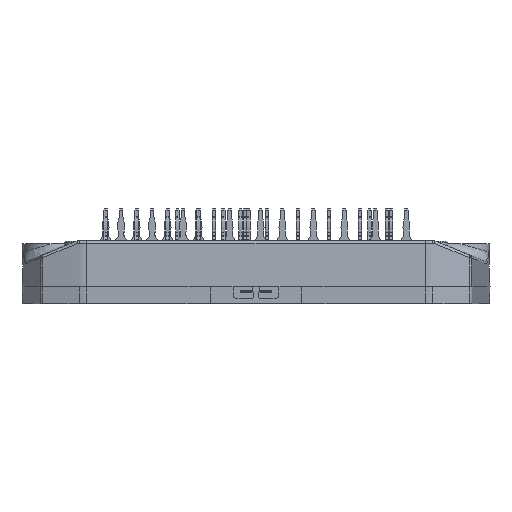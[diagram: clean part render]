
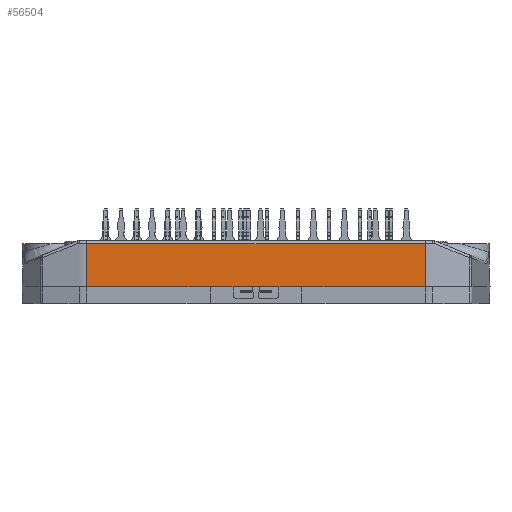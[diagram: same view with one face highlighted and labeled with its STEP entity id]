
A CAD part, front view. The second image highlights one B-rep face of the part: STEP entity #56504.
In plain terms, the highlighted planar face has unit normal (0, -1, 0.026).
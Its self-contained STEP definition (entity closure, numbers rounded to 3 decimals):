
#5171=ORIENTED_EDGE('',*,*,#16877,.F.);
#5172=ORIENTED_EDGE('',*,*,#16876,.T.);
#5173=ORIENTED_EDGE('',*,*,#16980,.F.);
#5174=ORIENTED_EDGE('',*,*,#16872,.F.);
#5175=ORIENTED_EDGE('',*,*,#16870,.T.);
#5176=ORIENTED_EDGE('',*,*,#16867,.T.);
#5177=ORIENTED_EDGE('',*,*,#16964,.T.);
#5178=ORIENTED_EDGE('',*,*,#16981,.F.);
#5179=ORIENTED_EDGE('',*,*,#16957,.T.);
#5180=ORIENTED_EDGE('',*,*,#16973,.F.);
#5181=ORIENTED_EDGE('',*,*,#16950,.F.);
#5182=ORIENTED_EDGE('',*,*,#16863,.F.);
#16863=EDGE_CURVE('',#22902,#22903,#26905,.T.);
#16867=EDGE_CURVE('',#22907,#22906,#26909,.T.);
#16870=EDGE_CURVE('',#22908,#22907,#26911,.T.);
#16872=EDGE_CURVE('',#22908,#22909,#26912,.F.);
#16876=EDGE_CURVE('',#22910,#22911,#26913,.F.);
#16877=EDGE_CURVE('',#22910,#22902,#26914,.T.);
#16950=EDGE_CURVE('',#22903,#22953,#26966,.T.);
#16957=EDGE_CURVE('',#22960,#22959,#26970,.T.);
#16964=EDGE_CURVE('',#22906,#22966,#26974,.T.);
#16973=EDGE_CURVE('',#22953,#22959,#26982,.T.);
#16980=EDGE_CURVE('',#22909,#22911,#26987,.T.);
#16981=EDGE_CURVE('',#22960,#22966,#26988,.T.);
#22902=VERTEX_POINT('',#77248);
#22903=VERTEX_POINT('',#77250);
#22906=VERTEX_POINT('',#77257);
#22907=VERTEX_POINT('',#77259);
#22908=VERTEX_POINT('',#77264);
#22909=VERTEX_POINT('',#77271);
#22910=VERTEX_POINT('',#77278);
#22911=VERTEX_POINT('',#77280);
#22953=VERTEX_POINT('',#77626);
#22959=VERTEX_POINT('',#77638);
#22960=VERTEX_POINT('',#77640);
#22966=VERTEX_POINT('',#77652);
#26905=LINE('',#77249,#30771);
#26909=LINE('',#77258,#30775);
#26911=LINE('',#77263,#30777);
#26912=LINE('',#77270,#30778);
#26913=LINE('',#77281,#30779);
#26914=LINE('',#77283,#30780);
#26966=LINE('',#77625,#30832);
#26970=LINE('',#77639,#30836);
#26974=LINE('',#77653,#30840);
#26982=LINE('',#77671,#30848);
#26987=LINE('',#77684,#30853);
#26988=LINE('',#77685,#30854);
#30771=VECTOR('',#63839,1000.);
#30775=VECTOR('',#63845,1000.);
#30777=VECTOR('',#63851,1000.);
#30778=VECTOR('',#63854,1000.);
#30779=VECTOR('',#63861,1000.);
#30780=VECTOR('',#63864,1000.);
#30832=VECTOR('',#63994,1000.);
#30836=VECTOR('',#64004,1000.);
#30840=VECTOR('',#64014,1000.);
#30848=VECTOR('',#64032,1000.);
#30853=VECTOR('',#64049,1000.);
#30854=VECTOR('',#64050,1000.);
#34570=EDGE_LOOP('',(#5171,#5172,#5173,#5174,#5175,#5176,#5177,#5178,#5179,
#5180,#5181,#5182));
#36988=FACE_BOUND('',#34570,.T.);
#39213=PLANE('',#58996);
#56504=ADVANCED_FACE('',(#36988),#39213,.T.);
#58996=AXIS2_PLACEMENT_3D('',#77683,#64047,#64048);
#63839=DIRECTION('',(-1.,0.,0.));
#63845=DIRECTION('',(1.,0.,0.));
#63851=DIRECTION('',(1.,0.,0.));
#63854=DIRECTION('',(-0.006,-0.026,-1.));
#63861=DIRECTION('',(0.006,-0.026,-1.));
#63864=DIRECTION('',(-1.,0.,0.));
#63994=DIRECTION('',(-1.,0.,0.));
#64004=DIRECTION('',(1.,0.,0.));
#64014=DIRECTION('',(1.,0.,0.));
#64032=DIRECTION('',(-1.,0.,0.));
#64047=DIRECTION('',(0.,-1.,0.026));
#64048=DIRECTION('',(0.,0.026,1.));
#64049=DIRECTION('',(1.,0.,0.));
#64050=DIRECTION('',(-1.,0.,0.));
#77248=CARTESIAN_POINT('',(29.513,-30.776,2.02));
#77249=CARTESIAN_POINT('',(17.961,-30.776,2.02));
#77250=CARTESIAN_POINT('',(8.,-30.776,2.02));
#77257=CARTESIAN_POINT('',(-8.,-30.776,2.02));
#77258=CARTESIAN_POINT('',(-17.961,-30.776,2.02));
#77259=CARTESIAN_POINT('',(-29.513,-30.776,2.02));
#77263=CARTESIAN_POINT('',(-17.961,-30.776,2.02));
#77264=CARTESIAN_POINT('',(-29.513,-30.776,2.02));
#77270=CARTESIAN_POINT('',(-29.512,-30.775,2.087));
#77271=CARTESIAN_POINT('',(-29.469,-30.58,9.533));
#77278=CARTESIAN_POINT('',(29.513,-30.776,2.02));
#77280=CARTESIAN_POINT('',(29.469,-30.58,9.533));
#77281=CARTESIAN_POINT('',(29.512,-30.775,2.087));
#77283=CARTESIAN_POINT('',(17.961,-30.776,2.02));
#77625=CARTESIAN_POINT('',(17.961,-30.776,2.02));
#77626=CARTESIAN_POINT('',(4.,-30.776,2.02));
#77638=CARTESIAN_POINT('',(0.827,-30.776,2.02));
#77639=CARTESIAN_POINT('',(-0.65,-30.776,2.02));
#77640=CARTESIAN_POINT('',(-0.827,-30.776,2.02));
#77652=CARTESIAN_POINT('',(-4.,-30.776,2.02));
#77653=CARTESIAN_POINT('',(-17.961,-30.776,2.02));
#77671=CARTESIAN_POINT('',(-17.961,-30.776,2.02));
#77683=CARTESIAN_POINT('',(17.961,-30.776,2.02));
#77684=CARTESIAN_POINT('',(27.533,-30.58,9.533));
#77685=CARTESIAN_POINT('',(-17.961,-30.776,2.02));
